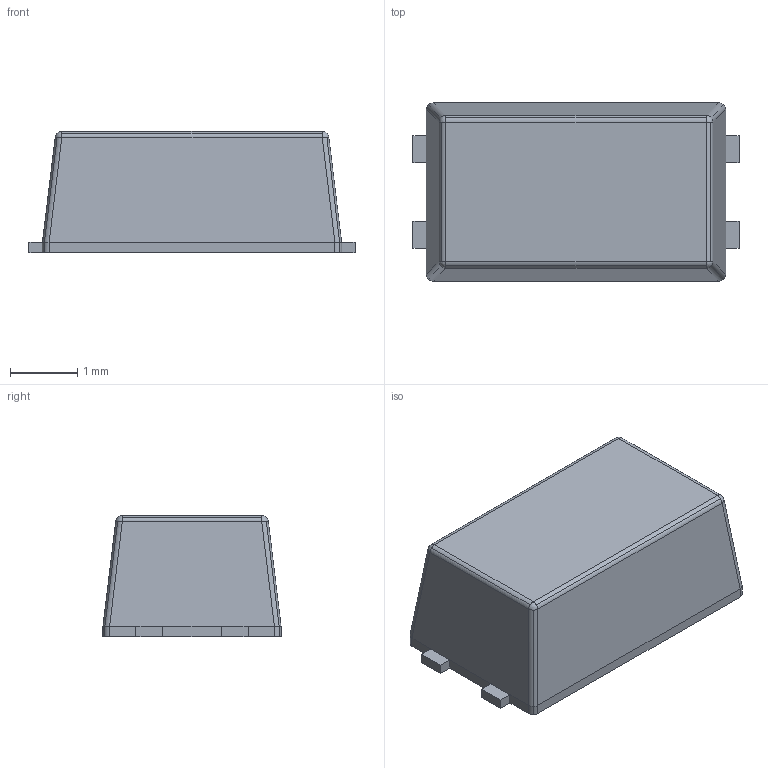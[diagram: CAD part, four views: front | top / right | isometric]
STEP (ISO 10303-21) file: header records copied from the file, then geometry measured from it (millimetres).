
FILE_DESCRIPTION((''),'2;1');
FILE_NAME('PANASONIC_AQY22(SSOP).stp','2010-01-14T10:31:50',(''),(''),'Mechanical Desktop 2006','Mechanical Desktop 2006',', , ');
FILE_SCHEMA(('AUTOMOTIVE_DESIGN { 1 2 10303 214 0 1 1 1 }'));
Length unit declared in the file: millimetre
Products named in the file (1): Product
Bounding box: 4.85 x 2.65 x 1.8 mm (x, y, z)
Volume: 19 mm3; surface area: 47.1 mm2
Topology: 5 solids, 5 shells, 82 faces, 196 edges, 120 vertices
Faces by surface type: plane 54, cylinder 24, sphere 4
Entity records: 2360 total; most frequent: DIRECTION 406, CARTESIAN_POINT 395, ORIENTED_EDGE 384, EDGE_CURVE 192, VECTOR 144, LINE 144, AXIS2_PLACEMENT_3D 131, VERTEX_POINT 120
